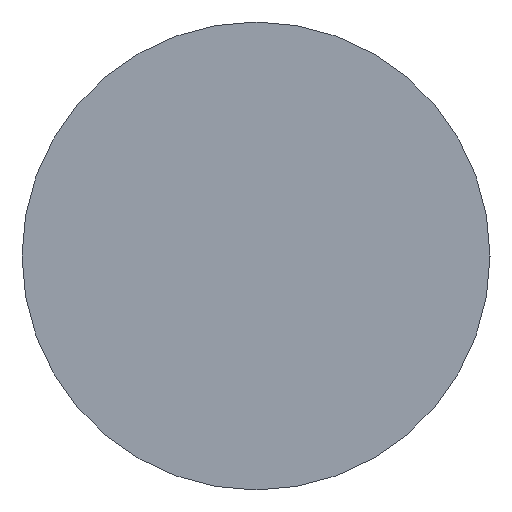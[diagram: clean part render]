
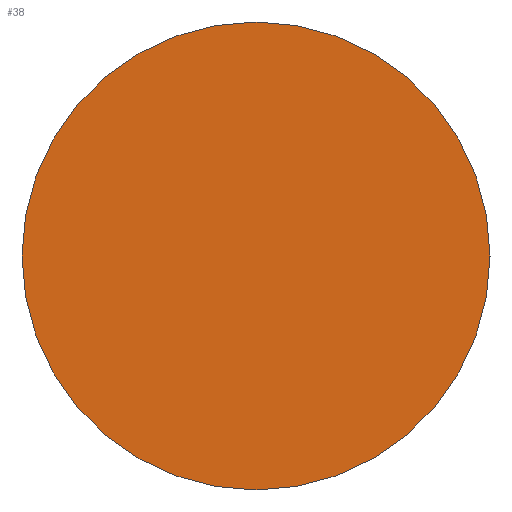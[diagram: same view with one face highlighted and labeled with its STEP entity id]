
A CAD part, left-side view. The second image highlights one B-rep face of the part: STEP entity #38.
In plain terms, the highlighted planar face has unit normal (-1, 0, 0).
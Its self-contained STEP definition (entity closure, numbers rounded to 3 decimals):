
#38=ADVANCED_FACE('',(#43),#41,.T.);
#41=PLANE('',#62);
#43=FACE_OUTER_BOUND('',#45,.T.);
#45=EDGE_LOOP('',(#49));
#49=ORIENTED_EDGE('',*,*,#55,.F.);
#53=VERTEX_POINT('',#81);
#55=EDGE_CURVE('',#53,#53,#57,.T.);
#57=CIRCLE('',#61,2.898);
#61=AXIS2_PLACEMENT_3D('',#80,#70,#71);
#62=AXIS2_PLACEMENT_3D('',#82,#72,#73);
#70=DIRECTION('',(1.,0.,0.));
#71=DIRECTION('',(0.,0.,-1.));
#72=DIRECTION('',(-1.,0.,0.));
#73=DIRECTION('',(0.,0.,1.));
#80=CARTESIAN_POINT('',(8029.429,1311.228,1108.588));
#81=CARTESIAN_POINT('',(8029.429,1311.228,1105.691));
#82=CARTESIAN_POINT('',(8029.429,1311.228,1108.588));
